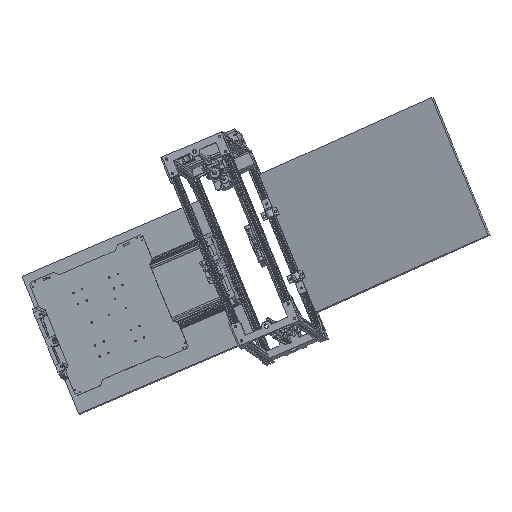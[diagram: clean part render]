
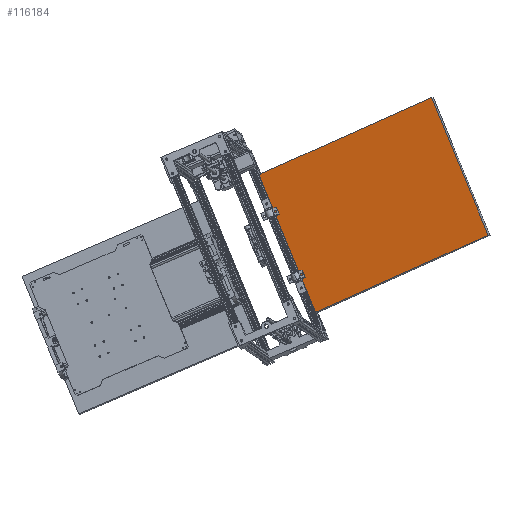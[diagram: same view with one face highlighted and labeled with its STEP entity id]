
A CAD part, top view. The second image highlights one B-rep face of the part: STEP entity #116184.
In plain terms, the highlighted planar face has unit normal (-0.252, 0.038, 0.967).
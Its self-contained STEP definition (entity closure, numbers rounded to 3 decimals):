
#4059 = PLANE ( 'NONE',  #67729 ) ;
#6164 = EDGE_CURVE ( 'NONE', #108999, #12042, #89663, .T. ) ;
#7316 = LINE ( 'NONE', #117826, #27458 ) ;
#9486 = CARTESIAN_POINT ( 'NONE',  ( 137.057, -1980.079, 3083.002 ) ) ;
#12042 = VERTEX_POINT ( 'NONE', #23353 ) ;
#14014 = LINE ( 'NONE', #111842, #43208 ) ;
#21207 = ORIENTED_EDGE ( 'NONE', *, *, #6164, .F. ) ;
#22453 = EDGE_CURVE ( 'NONE', #24027, #42277, #7316, .T. ) ;
#23353 = CARTESIAN_POINT ( 'NONE',  ( 589.854, -1777.659, 3192.839 ) ) ;
#24027 = VERTEX_POINT ( 'NONE', #98088 ) ;
#27458 = VECTOR ( 'NONE', #105223, 1000. ) ;
#36156 = VECTOR ( 'NONE', #62796, 1000. ) ;
#42277 = VERTEX_POINT ( 'NONE', #42893 ) ;
#42893 = CARTESIAN_POINT ( 'NONE',  ( 285.566, -2340.869, 3135.687 ) ) ;
#43208 = VECTOR ( 'NONE', #99242, 1000. ) ;
#62796 = DIRECTION ( 'NONE',  ( -0.377, 0.916, -0.134 ) ) ;
#64446 = DIRECTION ( 'NONE',  ( 0.891, 0.398, 0.216 ) ) ;
#65028 = VECTOR ( 'NONE', #64446, 1000. ) ;
#67729 = AXIS2_PLACEMENT_3D ( 'NONE', #114551, #101941, #89350 ) ;
#71035 = EDGE_CURVE ( 'NONE', #42277, #108999, #88018, .T. ) ;
#75428 = CARTESIAN_POINT ( 'NONE',  ( 285.566, -2340.869, 3135.687 ) ) ;
#77079 = CARTESIAN_POINT ( 'NONE',  ( 589.854, -1777.659, 3192.839 ) ) ;
#83595 = FACE_OUTER_BOUND ( 'NONE', #100821, .T. ) ;
#88018 = LINE ( 'NONE', #75428, #36156 ) ;
#89350 = DIRECTION ( 'NONE',  ( -0.377, 0.916, -0.134 ) ) ;
#89663 = LINE ( 'NONE', #77079, #65028 ) ;
#94087 = EDGE_CURVE ( 'NONE', #12042, #24027, #14014, .T. ) ;
#98088 = CARTESIAN_POINT ( 'NONE',  ( 738.363, -2138.448, 3245.524 ) ) ;
#99242 = DIRECTION ( 'NONE',  ( 0.377, -0.916, 0.134 ) ) ;
#100821 = EDGE_LOOP ( 'NONE', ( #110987, #21207, #103723, #112152 ) ) ;
#101941 = DIRECTION ( 'NONE',  ( -0.251, 0.038, 0.967 ) ) ;
#103723 = ORIENTED_EDGE ( 'NONE', *, *, #71035, .F. ) ;
#105223 = DIRECTION ( 'NONE',  ( -0.891, -0.398, -0.216 ) ) ;
#108999 = VERTEX_POINT ( 'NONE', #9486 ) ;
#110987 = ORIENTED_EDGE ( 'NONE', *, *, #94087, .F. ) ;
#111842 = CARTESIAN_POINT ( 'NONE',  ( 738.363, -2138.448, 3245.524 ) ) ;
#112152 = ORIENTED_EDGE ( 'NONE', *, *, #22453, .F. ) ;
#114551 = CARTESIAN_POINT ( 'NONE',  ( 703.059, -2129.12, 3235.981 ) ) ;
#116184 = ADVANCED_FACE ( 'NONE', ( #83595 ), #4059, .T. ) ;
#117826 = CARTESIAN_POINT ( 'NONE',  ( 738.363, -2138.448, 3245.524 ) ) ;
